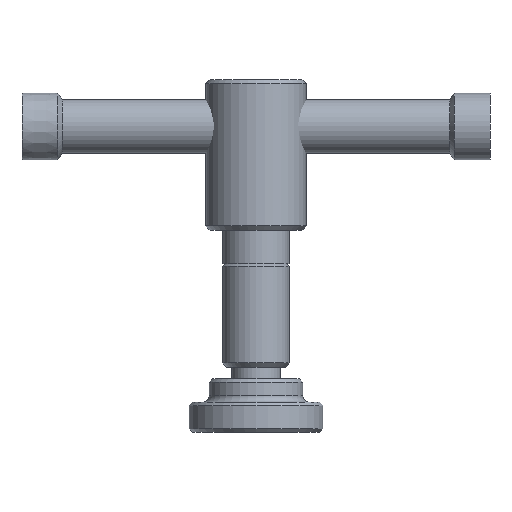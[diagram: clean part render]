
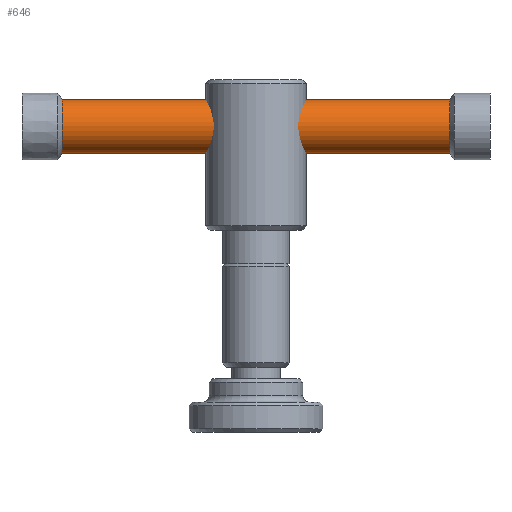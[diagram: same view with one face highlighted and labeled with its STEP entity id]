
A CAD part, front view. The second image highlights one B-rep face of the part: STEP entity #646.
In plain terms, the highlighted cylindrical face has radius 8 mm (diameter 16 mm), a partial arc.
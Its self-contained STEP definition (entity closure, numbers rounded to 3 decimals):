
#520=EDGE_CURVE('',#910,#546,#1163,.T.);
#546=VERTEX_POINT('',#1192);
#580=VERTEX_POINT('',#1233);
#646=ADVANCED_FACE('',(#1308),#1309,.T.);
#710=EDGE_CURVE('',#580,#546,#1376,.T.);
#728=VERTEX_POINT('',#1395);
#806=EDGE_CURVE('',#728,#910,#1487,.T.);
#822=EDGE_CURVE('',#580,#728,#1505,.T.);
#910=VERTEX_POINT('',#1604);
#1163=LINE('',#1913,#1914);
#1192=CARTESIAN_POINT('',(-58.0,0.,83.5));
#1233=CARTESIAN_POINT('',(-58.0,0.0,99.5));
#1308=FACE_OUTER_BOUND('',#2103,.T.);
#1309=CYLINDRICAL_SURFACE('',#2104,8.);
#1376=CIRCLE('',#2198,8.);
#1395=CARTESIAN_POINT('',(58.0,0.0,99.5));
#1487=CIRCLE('',#2337,8.);
#1505=LINE('',#2359,#2360);
#1604=CARTESIAN_POINT('',(58.0,0.,83.5));
#1913=CARTESIAN_POINT('',(0.0,0.,83.5));
#1914=VECTOR('',#2813,1.0);
#2103=EDGE_LOOP('',(#3015,#3016,#3017,#3018));
#2104=AXIS2_PLACEMENT_3D('',#3019,#3020,#3021);
#2198=AXIS2_PLACEMENT_3D('',#3080,#3081,#3082);
#2337=AXIS2_PLACEMENT_3D('',#3229,#3230,#3231);
#2359=CARTESIAN_POINT('',(0.0,0.,99.5));
#2360=VECTOR('',#3257,1.0);
#2813=DIRECTION('',(-1.0,-0.0,-0.0));
#3015=ORIENTED_EDGE('',*,*,#822,.F.);
#3016=ORIENTED_EDGE('',*,*,#710,.T.);
#3017=ORIENTED_EDGE('',*,*,#520,.F.);
#3018=ORIENTED_EDGE('',*,*,#806,.F.);
#3019=CARTESIAN_POINT('',(0.0,0.0,91.5));
#3020=DIRECTION('',(-1.0,-0.0,0.0));
#3021=DIRECTION('',(0.0,0.0,1.0));
#3080=CARTESIAN_POINT('',(-58.0,0.0,91.5));
#3081=DIRECTION('',(1.0,0.0,-0.0));
#3082=DIRECTION('',(0.0,0.0,1.0));
#3229=CARTESIAN_POINT('',(58.0,0.0,91.5));
#3230=DIRECTION('',(1.0,0.0,-0.0));
#3231=DIRECTION('',(0.0,0.0,1.0));
#3257=DIRECTION('',(1.0,0.0,0.0));
